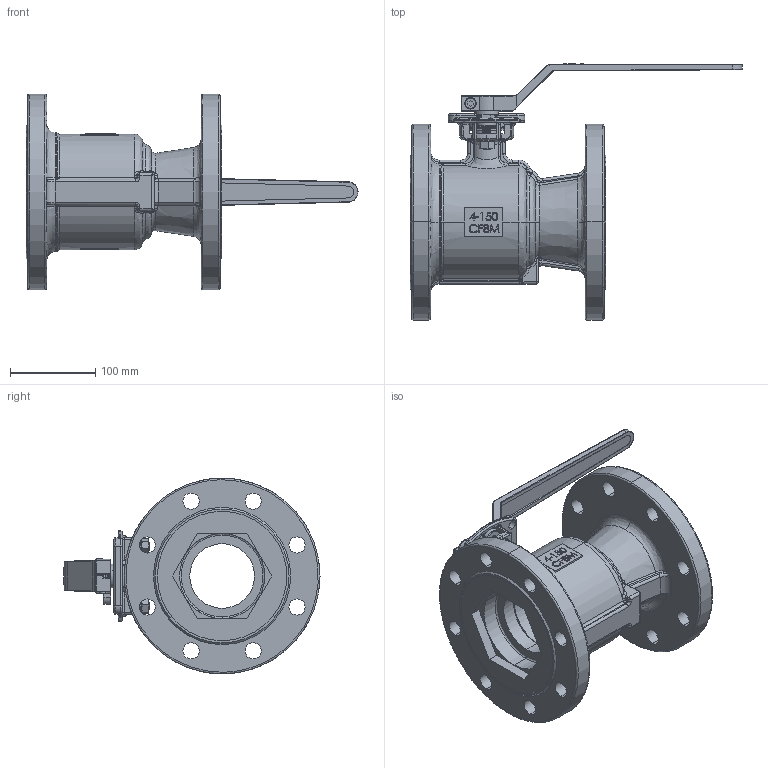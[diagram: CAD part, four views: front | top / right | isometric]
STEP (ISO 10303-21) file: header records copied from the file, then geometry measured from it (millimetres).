
FILE_DESCRIPTION (( 'STEP AP203' ), '1' );
FILE_NAME ('F9R-F1-0400_0.step', '2020-11-02T19:46:59', ( '' ), ( '' ), 'SwSTEP 2.0', 'SolidWorks 2019', '' );
FILE_SCHEMA (( 'CONFIG_CONTROL_DESIGN' ));
Length unit declared in the file: inch
Products named in the file (16): F9R-F1-0400 HANDLE SPACER; F9R-F1-0400 STOP PLATE; F9R-F1-0400 HANDLE NUT; F9R-F1-0400 GLAND BOLT; F9R-F1-0400 STEM; F9R-F1-0400 HANDLE BOLT; F9R-F1-0400 RETAINER; F9R-F1-0400 BODY; F9R-F1-0400 GLAND WASHER; F9R-F1-0400 HANDLE; F9R-F1-0400 PACKING; F9R-F1-0400 GLAND; F9R-F1-0400_0; F9R-F1-0400 GLAND NUT; F9R-F1-0400 GLAND FLANGE; F9R-F1-0400 BELLEVILLE WASHERS
Assembly tree (18 placements, depth 2):
  F9R-F1-0400_0
    F9R-F1-0400 BODY
    F9R-F1-0400 STEM
    F9R-F1-0400 GLAND
    F9R-F1-0400 BELLEVILLE WASHERS
    F9R-F1-0400 RETAINER
    F9R-F1-0400 HANDLE
    F9R-F1-0400 HANDLE BOLT
    F9R-F1-0400 HANDLE NUT
    F9R-F1-0400 STOP PLATE
    F9R-F1-0400 HANDLE SPACER
    F9R-F1-0400 GLAND FLANGE
    F9R-F1-0400 PACKING
    F9R-F1-0400 GLAND NUT  x2
    F9R-F1-0400 GLAND BOLT  x2
    F9R-F1-0400 GLAND WASHER  x2
Bounding box: 390 x 300.74 x 230 mm (x, y, z)
Volume: 3072143.5 mm3; surface area: 479190.1 mm2
Topology: 21 solids, 21 shells, 1465 faces, 3645 edges, 2191 vertices
Faces by surface type: cylinder 503, bspline 480, plane 396, cone 86
Entity records: 64471 total; most frequent: CARTESIAN_POINT 33937, ORIENTED_EDGE 6594, DIRECTION 5158, EDGE_CURVE 3297, VERTEX_POINT 2010, AXIS2_PLACEMENT_3D 1894, EDGE_LOOP 1481, VECTOR 1370
